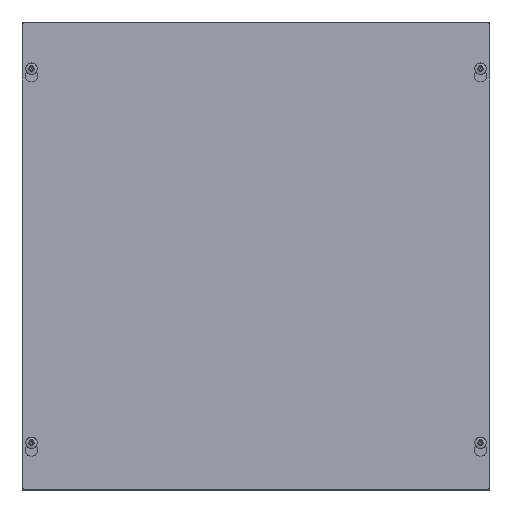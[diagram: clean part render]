
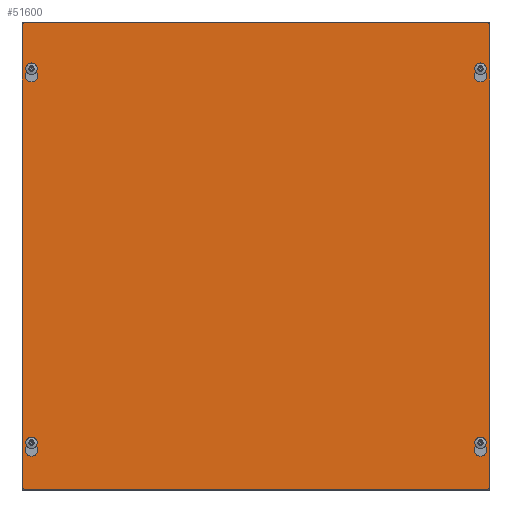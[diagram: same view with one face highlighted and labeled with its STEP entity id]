
A CAD part, top view. The second image highlights one B-rep face of the part: STEP entity #51600.
In plain terms, the highlighted planar face has unit normal (0, 0, 1).
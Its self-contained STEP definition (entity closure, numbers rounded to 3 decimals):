
#4242=FACE_BOUND('',#9700,.T.);
#4243=FACE_BOUND('',#9701,.T.);
#4244=FACE_BOUND('',#9702,.T.);
#4245=FACE_BOUND('',#9703,.T.);
#4780=PLANE('',#54951);
#6773=FACE_OUTER_BOUND('',#9699,.T.);
#9699=EDGE_LOOP('',(#38754,#38755,#38756,#38757,#38758,#38759,#38760,#38761));
#9700=EDGE_LOOP('',(#38762,#38763,#38764,#38765));
#9701=EDGE_LOOP('',(#38766,#38767,#38768,#38769));
#9702=EDGE_LOOP('',(#38770,#38771,#38772,#38773));
#9703=EDGE_LOOP('',(#38774,#38775,#38776,#38777));
#13148=LINE('',#70858,#18589);
#13152=LINE('',#70868,#18593);
#13156=LINE('',#70882,#18597);
#13160=LINE('',#70892,#18601);
#13164=LINE('',#70906,#18605);
#13168=LINE('',#70916,#18609);
#13172=LINE('',#70930,#18613);
#13176=LINE('',#70940,#18617);
#13181=LINE('',#70955,#18622);
#13187=LINE('',#70976,#18628);
#13191=LINE('',#70987,#18632);
#13192=LINE('',#70989,#18633);
#18589=VECTOR('',#59476,0.394);
#18593=VECTOR('',#59488,0.394);
#18597=VECTOR('',#59500,0.394);
#18601=VECTOR('',#59512,0.394);
#18605=VECTOR('',#59524,0.394);
#18609=VECTOR('',#59536,0.394);
#18613=VECTOR('',#59548,0.394);
#18617=VECTOR('',#59560,0.394);
#18622=VECTOR('',#59573,0.394);
#18628=VECTOR('',#59593,0.394);
#18632=VECTOR('',#59607,0.394);
#18633=VECTOR('',#59610,0.394);
#23434=CIRCLE('',#54904,0.203);
#23436=CIRCLE('',#54908,0.117);
#23438=CIRCLE('',#54912,0.203);
#23440=CIRCLE('',#54916,0.117);
#23442=CIRCLE('',#54920,0.203);
#23444=CIRCLE('',#54924,0.117);
#23446=CIRCLE('',#54928,0.203);
#23448=CIRCLE('',#54932,0.117);
#23449=CIRCLE('',#54935,0.125);
#23454=CIRCLE('',#54943,0.125);
#23455=CIRCLE('',#54946,0.125);
#23456=CIRCLE('',#54948,0.125);
#24515=VERTEX_POINT('',#70846);
#24518=VERTEX_POINT('',#70851);
#24520=VERTEX_POINT('',#70857);
#24522=VERTEX_POINT('',#70863);
#24523=VERTEX_POINT('',#70870);
#24526=VERTEX_POINT('',#70875);
#24528=VERTEX_POINT('',#70881);
#24530=VERTEX_POINT('',#70887);
#24531=VERTEX_POINT('',#70894);
#24534=VERTEX_POINT('',#70899);
#24536=VERTEX_POINT('',#70905);
#24538=VERTEX_POINT('',#70911);
#24539=VERTEX_POINT('',#70918);
#24542=VERTEX_POINT('',#70923);
#24544=VERTEX_POINT('',#70929);
#24546=VERTEX_POINT('',#70935);
#24547=VERTEX_POINT('',#70942);
#24548=VERTEX_POINT('',#70943);
#24552=VERTEX_POINT('',#70953);
#24558=VERTEX_POINT('',#70969);
#24559=VERTEX_POINT('',#70970);
#24560=VERTEX_POINT('',#70975);
#24561=VERTEX_POINT('',#70979);
#24562=VERTEX_POINT('',#70983);
#29889=EDGE_CURVE('',#24515,#24518,#23434,.T.);
#29891=EDGE_CURVE('',#24520,#24515,#13148,.T.);
#29894=EDGE_CURVE('',#24522,#24520,#23436,.T.);
#29897=EDGE_CURVE('',#24518,#24522,#13152,.T.);
#29901=EDGE_CURVE('',#24523,#24526,#23438,.T.);
#29903=EDGE_CURVE('',#24528,#24523,#13156,.T.);
#29906=EDGE_CURVE('',#24530,#24528,#23440,.T.);
#29909=EDGE_CURVE('',#24526,#24530,#13160,.T.);
#29913=EDGE_CURVE('',#24531,#24534,#23442,.T.);
#29915=EDGE_CURVE('',#24536,#24531,#13164,.T.);
#29918=EDGE_CURVE('',#24538,#24536,#23444,.T.);
#29921=EDGE_CURVE('',#24534,#24538,#13168,.T.);
#29925=EDGE_CURVE('',#24539,#24542,#23446,.T.);
#29927=EDGE_CURVE('',#24544,#24539,#13172,.T.);
#29930=EDGE_CURVE('',#24546,#24544,#23448,.T.);
#29933=EDGE_CURVE('',#24542,#24546,#13176,.T.);
#29934=EDGE_CURVE('',#24547,#24548,#23449,.T.);
#29940=EDGE_CURVE('',#24552,#24547,#13181,.T.);
#29947=EDGE_CURVE('',#24558,#24559,#23454,.T.);
#29950=EDGE_CURVE('',#24559,#24560,#13187,.T.);
#29952=EDGE_CURVE('',#24560,#24561,#23455,.T.);
#29954=EDGE_CURVE('',#24562,#24552,#23456,.T.);
#29956=EDGE_CURVE('',#24561,#24562,#13191,.T.);
#29957=EDGE_CURVE('',#24548,#24558,#13192,.T.);
#38754=ORIENTED_EDGE('',*,*,#29934,.F.);
#38755=ORIENTED_EDGE('',*,*,#29940,.F.);
#38756=ORIENTED_EDGE('',*,*,#29954,.F.);
#38757=ORIENTED_EDGE('',*,*,#29956,.F.);
#38758=ORIENTED_EDGE('',*,*,#29952,.F.);
#38759=ORIENTED_EDGE('',*,*,#29950,.F.);
#38760=ORIENTED_EDGE('',*,*,#29947,.F.);
#38761=ORIENTED_EDGE('',*,*,#29957,.F.);
#38762=ORIENTED_EDGE('',*,*,#29889,.T.);
#38763=ORIENTED_EDGE('',*,*,#29897,.T.);
#38764=ORIENTED_EDGE('',*,*,#29894,.T.);
#38765=ORIENTED_EDGE('',*,*,#29891,.T.);
#38766=ORIENTED_EDGE('',*,*,#29901,.T.);
#38767=ORIENTED_EDGE('',*,*,#29909,.T.);
#38768=ORIENTED_EDGE('',*,*,#29906,.T.);
#38769=ORIENTED_EDGE('',*,*,#29903,.T.);
#38770=ORIENTED_EDGE('',*,*,#29913,.T.);
#38771=ORIENTED_EDGE('',*,*,#29921,.T.);
#38772=ORIENTED_EDGE('',*,*,#29918,.T.);
#38773=ORIENTED_EDGE('',*,*,#29915,.T.);
#38774=ORIENTED_EDGE('',*,*,#29925,.T.);
#38775=ORIENTED_EDGE('',*,*,#29933,.T.);
#38776=ORIENTED_EDGE('',*,*,#29930,.T.);
#38777=ORIENTED_EDGE('',*,*,#29927,.T.);
#51600=ADVANCED_FACE('',(#6773,#4242,#4243,#4244,#4245),#4780,.T.);
#54904=AXIS2_PLACEMENT_3D('',#70853,#59471,#59472);
#54908=AXIS2_PLACEMENT_3D('',#70864,#59482,#59483);
#54912=AXIS2_PLACEMENT_3D('',#70877,#59495,#59496);
#54916=AXIS2_PLACEMENT_3D('',#70888,#59506,#59507);
#54920=AXIS2_PLACEMENT_3D('',#70901,#59519,#59520);
#54924=AXIS2_PLACEMENT_3D('',#70912,#59530,#59531);
#54928=AXIS2_PLACEMENT_3D('',#70925,#59543,#59544);
#54932=AXIS2_PLACEMENT_3D('',#70936,#59554,#59555);
#54935=AXIS2_PLACEMENT_3D('',#70944,#59563,#59564);
#54943=AXIS2_PLACEMENT_3D('',#70971,#59587,#59588);
#54946=AXIS2_PLACEMENT_3D('',#70980,#59597,#59598);
#54948=AXIS2_PLACEMENT_3D('',#70984,#59602,#59603);
#54951=AXIS2_PLACEMENT_3D('',#70990,#59611,#59612);
#59471=DIRECTION('center_axis',(0.,0.,-1.));
#59472=DIRECTION('ref_axis',(1.,0.,0.));
#59476=DIRECTION('',(0.,-1.,0.));
#59482=DIRECTION('center_axis',(0.,0.,-1.));
#59483=DIRECTION('ref_axis',(1.,0.,0.));
#59488=DIRECTION('',(0.,1.,0.));
#59495=DIRECTION('center_axis',(0.,0.,-1.));
#59496=DIRECTION('ref_axis',(1.,0.,0.));
#59500=DIRECTION('',(0.,-1.,0.));
#59506=DIRECTION('center_axis',(0.,0.,-1.));
#59507=DIRECTION('ref_axis',(1.,0.,0.));
#59512=DIRECTION('',(0.,1.,0.));
#59519=DIRECTION('center_axis',(0.,0.,-1.));
#59520=DIRECTION('ref_axis',(1.,0.,0.));
#59524=DIRECTION('',(0.,-1.,0.));
#59530=DIRECTION('center_axis',(0.,0.,-1.));
#59531=DIRECTION('ref_axis',(1.,0.,0.));
#59536=DIRECTION('',(0.,1.,0.));
#59543=DIRECTION('center_axis',(0.,0.,-1.));
#59544=DIRECTION('ref_axis',(1.,0.,0.));
#59548=DIRECTION('',(0.,-1.,0.));
#59554=DIRECTION('center_axis',(0.,0.,-1.));
#59555=DIRECTION('ref_axis',(1.,0.,0.));
#59560=DIRECTION('',(0.,1.,0.));
#59563=DIRECTION('center_axis',(0.,0.,-1.));
#59564=DIRECTION('ref_axis',(0.707,0.707,0.));
#59573=DIRECTION('',(1.,0.,0.));
#59587=DIRECTION('center_axis',(0.,0.,-1.));
#59588=DIRECTION('ref_axis',(0.707,-0.707,0.));
#59593=DIRECTION('',(-1.,0.,0.));
#59597=DIRECTION('center_axis',(0.,0.,-1.));
#59598=DIRECTION('ref_axis',(-0.707,-0.707,0.));
#59602=DIRECTION('center_axis',(0.,0.,-1.));
#59603=DIRECTION('ref_axis',(-0.707,0.707,0.));
#59607=DIRECTION('',(0.,1.,0.));
#59610=DIRECTION('',(0.,-1.,0.));
#59611=DIRECTION('center_axis',(0.,0.,1.));
#59612=DIRECTION('ref_axis',(1.,0.,0.));
#70846=CARTESIAN_POINT('',(-7.083,5.944,0.053));
#70851=CARTESIAN_POINT('',(-7.317,5.944,0.053));
#70853=CARTESIAN_POINT('Origin',(-7.2,5.778,0.053));
#70857=CARTESIAN_POINT('',(-7.083,6.,0.053));
#70858=CARTESIAN_POINT('',(-7.083,2.972,0.053));
#70863=CARTESIAN_POINT('',(-7.317,6.,0.053));
#70864=CARTESIAN_POINT('Origin',(-7.2,6.,0.053));
#70868=CARTESIAN_POINT('',(-7.317,3.,0.053));
#70870=CARTESIAN_POINT('',(7.317,5.944,0.053));
#70875=CARTESIAN_POINT('',(7.083,5.944,0.053));
#70877=CARTESIAN_POINT('Origin',(7.2,5.778,0.053));
#70881=CARTESIAN_POINT('',(7.317,6.,0.053));
#70882=CARTESIAN_POINT('',(7.317,2.972,0.053));
#70887=CARTESIAN_POINT('',(7.083,6.,0.053));
#70888=CARTESIAN_POINT('Origin',(7.2,6.,0.053));
#70892=CARTESIAN_POINT('',(7.083,3.,0.053));
#70894=CARTESIAN_POINT('',(-7.083,-6.056,0.053));
#70899=CARTESIAN_POINT('',(-7.317,-6.056,0.053));
#70901=CARTESIAN_POINT('Origin',(-7.2,-6.222,0.053));
#70905=CARTESIAN_POINT('',(-7.083,-6.,0.053));
#70906=CARTESIAN_POINT('',(-7.083,-3.028,0.053));
#70911=CARTESIAN_POINT('',(-7.317,-6.,0.053));
#70912=CARTESIAN_POINT('Origin',(-7.2,-6.,0.053));
#70916=CARTESIAN_POINT('',(-7.317,-3.,0.053));
#70918=CARTESIAN_POINT('',(7.317,-6.056,0.053));
#70923=CARTESIAN_POINT('',(7.083,-6.056,0.053));
#70925=CARTESIAN_POINT('Origin',(7.2,-6.222,0.053));
#70929=CARTESIAN_POINT('',(7.317,-6.,0.053));
#70930=CARTESIAN_POINT('',(7.317,-3.028,0.053));
#70935=CARTESIAN_POINT('',(7.083,-6.,0.053));
#70936=CARTESIAN_POINT('Origin',(7.2,-6.,0.053));
#70940=CARTESIAN_POINT('',(7.083,-3.,0.053));
#70942=CARTESIAN_POINT('',(7.375,7.5,0.053));
#70943=CARTESIAN_POINT('',(7.5,7.375,0.053));
#70944=CARTESIAN_POINT('Origin',(7.375,7.375,0.053));
#70953=CARTESIAN_POINT('',(-7.375,7.5,0.053));
#70955=CARTESIAN_POINT('',(7.5,7.5,0.053));
#70969=CARTESIAN_POINT('',(7.5,-7.375,0.053));
#70970=CARTESIAN_POINT('',(7.375,-7.5,0.053));
#70971=CARTESIAN_POINT('Origin',(7.375,-7.375,0.053));
#70975=CARTESIAN_POINT('',(-7.375,-7.5,0.053));
#70976=CARTESIAN_POINT('',(-7.5,-7.5,0.053));
#70979=CARTESIAN_POINT('',(-7.5,-7.375,0.053));
#70980=CARTESIAN_POINT('Origin',(-7.375,-7.375,0.053));
#70983=CARTESIAN_POINT('',(-7.5,7.375,0.053));
#70984=CARTESIAN_POINT('Origin',(-7.375,7.375,0.053));
#70987=CARTESIAN_POINT('',(-7.5,7.5,0.053));
#70989=CARTESIAN_POINT('',(7.5,-7.5,0.053));
#70990=CARTESIAN_POINT('Origin',(0.,0.,0.053));
